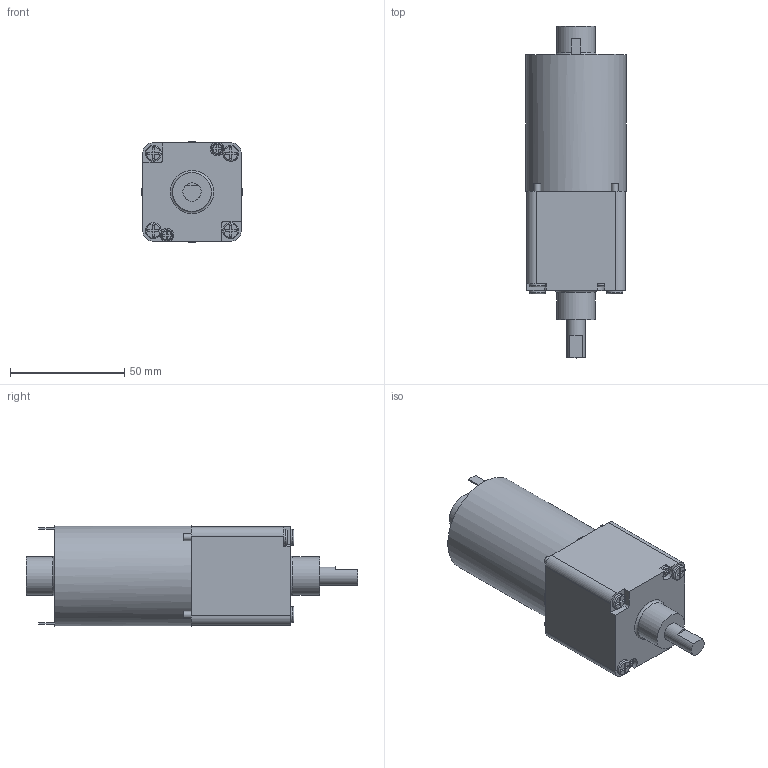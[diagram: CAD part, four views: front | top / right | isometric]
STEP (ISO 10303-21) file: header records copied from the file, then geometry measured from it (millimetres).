
FILE_DESCRIPTION( ( 'Unknown' ), '1' );
FILE_NAME( 'PDS4360-171--864.stp', 'Unknown', ( 'Unknown' ), ( 'Unknown' ), 'PSStep 17.0.49', 'Unknown', ' ' );
FILE_SCHEMA( ( 'AUTOMOTIVE_DESIGN { 1 0 10303 214 1 1 1 1 }' ) );
Length unit declared in the file: millimetre
Products named in the file (1): 1
Bounding box: 43.99 x 145.5 x 43.97 mm (x, y, z)
Volume: 177237.4 mm3; surface area: 21540.6 mm2
Topology: 1 solids, 1 shells, 161 faces, 411 edges, 269 vertices
Faces by surface type: plane 129, cylinder 24, torus 8
Full cylindrical faces by diameter (mm): 3 x4, 5 x2, 7 x4, 8 x1, 17 x2, 44 x1
Entity records: 5896 total; most frequent: CARTESIAN_POINT 794, DIRECTION 774, ORIENTED_EDGE 752, EDGE_CURVE 376, LINE 302, VECTOR 302, VERTEX_POINT 256, AXIS2_PLACEMENT_3D 236
